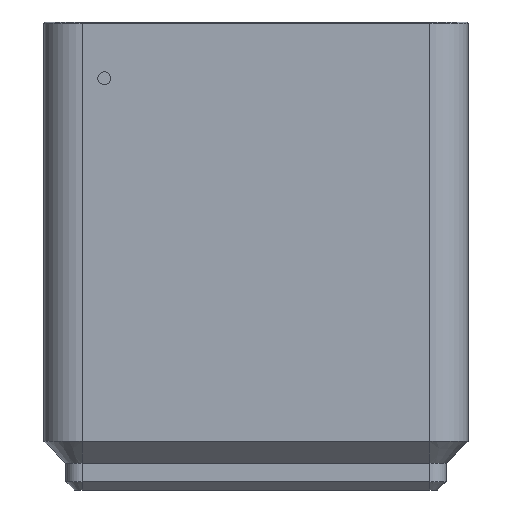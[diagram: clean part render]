
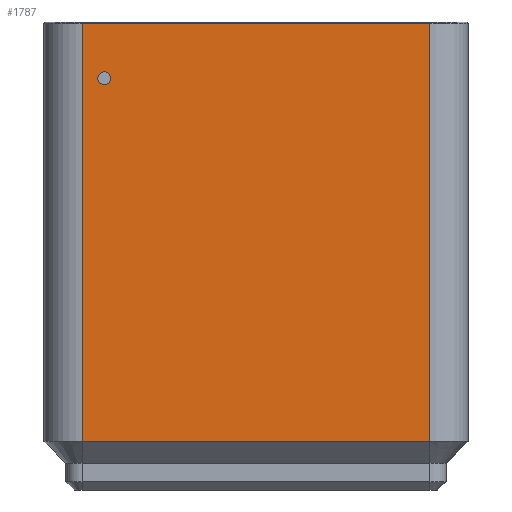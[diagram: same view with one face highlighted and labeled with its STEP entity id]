
A CAD part, front view. The second image highlights one B-rep face of the part: STEP entity #1787.
In plain terms, the highlighted planar face has unit normal (0, -1, 0).
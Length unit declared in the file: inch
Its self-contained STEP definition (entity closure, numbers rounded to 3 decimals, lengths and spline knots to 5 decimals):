
#1787=ADVANCED_FACE('',(#4275,#4276),#4277,.T.);
#4275=FACE_OUTER_BOUND('',#7449,.T.);
#4276=FACE_BOUND('',#7450,.T.);
#4277=PLANE('',#7451);
#7449=EDGE_LOOP('',(#13488,#13489,#13490,#13491));
#7450=EDGE_LOOP('',(#13492,#13493));
#7451=AXIS2_PLACEMENT_3D('',#13494,#13495,#13496);
#13488=ORIENTED_EDGE('',*,*,#17735,.F.);
#13489=ORIENTED_EDGE('',*,*,#17091,.T.);
#13490=ORIENTED_EDGE('',*,*,#17732,.T.);
#13491=ORIENTED_EDGE('',*,*,#17736,.F.);
#13492=ORIENTED_EDGE('',*,*,#17549,.T.);
#13493=ORIENTED_EDGE('',*,*,#16689,.T.);
#13494=CARTESIAN_POINT('',(7.87303,0.00886,-3.50852));
#13495=DIRECTION('',(0.,-1.0,0.0));
#13496=DIRECTION('',(1.0,0.,0.0));
#16689=EDGE_CURVE('',#18495,#18499,#18501,.T.);
#17091=EDGE_CURVE('',#18983,#18991,#19128,.F.);
#17549=EDGE_CURVE('',#18499,#18495,#19703,.T.);
#17732=EDGE_CURVE('',#18991,#19919,#19920,.T.);
#17735=EDGE_CURVE('',#18983,#19923,#19924,.T.);
#17736=EDGE_CURVE('',#19923,#19919,#19925,.T.);
#18495=VERTEX_POINT('',#20820);
#18499=VERTEX_POINT('',#20825);
#18501=CIRCLE('',#20828,0.02461);
#18983=VERTEX_POINT('',#21414);
#18991=VERTEX_POINT('',#21424);
#19128=LINE('',#21602,#21603);
#19703=CIRCLE('',#22418,0.02461);
#19919=VERTEX_POINT('',#22689);
#19920=LINE('',#22690,#22691);
#19923=VERTEX_POINT('',#22694);
#19924=LINE('',#22695,#22696);
#19925=LINE('',#22697,#22698);
#20820=CARTESIAN_POINT('',(7.2884,0.00886,1.61122));
#20825=CARTESIAN_POINT('',(7.2884,0.00886,1.56201));
#20828=AXIS2_PLACEMENT_3D('',#23897,#23898,#23899);
#21414=CARTESIAN_POINT('',(7.20374,0.00886,0.18701));
#21424=CARTESIAN_POINT('',(8.54232,0.00886,0.18701));
#21602=CARTESIAN_POINT('',(8.6998,0.00886,0.18701));
#21603=VECTOR('',#24545,39.37008);
#22418=AXIS2_PLACEMENT_3D('',#24966,#24967,#24968);
#22689=CARTESIAN_POINT('',(8.54232,0.00886,1.79877));
#22690=CARTESIAN_POINT('',(8.54232,0.00886,-3.50852));
#22691=VECTOR('',#25189,39.37008);
#22694=CARTESIAN_POINT('',(7.20374,0.00886,1.79877));
#22695=CARTESIAN_POINT('',(7.20374,0.00886,-3.50852));
#22696=VECTOR('',#25193,39.37008);
#22697=CARTESIAN_POINT('',(7.20374,0.00886,1.79877));
#22698=VECTOR('',#25194,39.37008);
#23897=CARTESIAN_POINT('',(7.2884,0.00886,1.58661));
#23898=DIRECTION('',(0.,1.0,0.0));
#23899=DIRECTION('',(0.0,0.0,1.0));
#24545=DIRECTION('',(-1.0,0.,0.));
#24966=CARTESIAN_POINT('',(7.2884,0.00886,1.58661));
#24967=DIRECTION('',(0.,1.0,0.0));
#24968=DIRECTION('',(0.0,0.0,1.0));
#25189=DIRECTION('',(0.0,0.0,1.0));
#25193=DIRECTION('',(0.0,0.0,1.0));
#25194=DIRECTION('',(1.0,0.,0.0));
